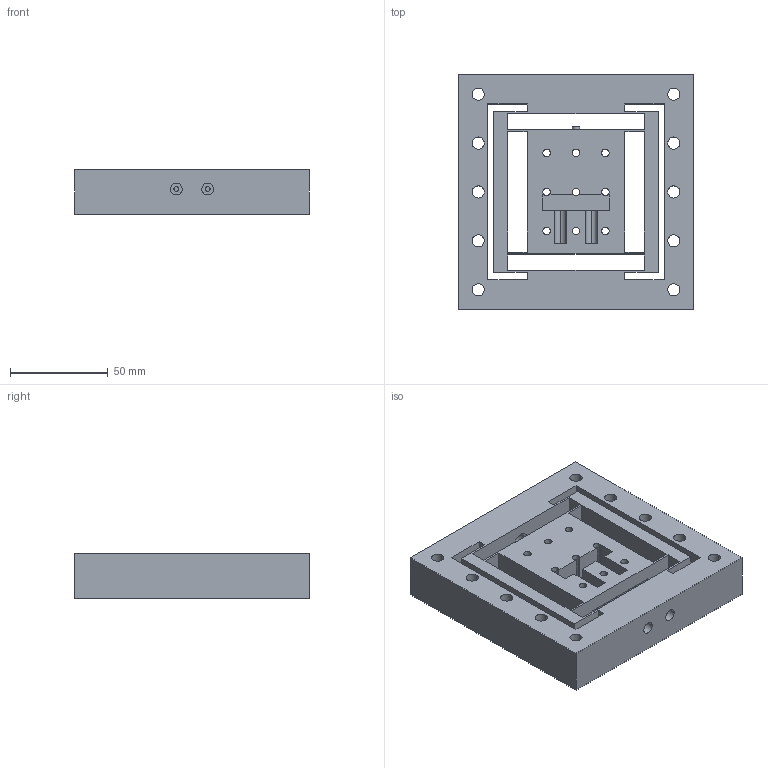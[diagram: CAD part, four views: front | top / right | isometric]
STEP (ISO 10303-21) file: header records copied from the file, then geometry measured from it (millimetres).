
FILE_DESCRIPTION (( 'STEP AP214' ), '1' );
FILE_NAME ('Fexure frame 1 axis V1^Assemblage1.STEP', '2025-01-10T17:04:36', ( '' ), ( '' ), 'SwSTEP 2.0', 'SolidWorks 2025', '' );
FILE_SCHEMA (( 'AUTOMOTIVE_DESIGN' ));
Length unit declared in the file: millimetre
Products named in the file (1): Fexure frame 1 axis V1^Assemblage1
Bounding box: 120 x 120 x 23 mm (x, y, z)
Volume: 225817.5 mm3; surface area: 65365.5 mm2
Topology: 1 solids, 1 shells, 122 faces, 350 edges, 232 vertices
Faces by surface type: plane 62, cylinder 60
Entity records: 4171 total; most frequent: DIRECTION 722, CARTESIAN_POINT 705, ORIENTED_EDGE 700, EDGE_CURVE 350, AXIS2_PLACEMENT_3D 249, VERTEX_POINT 232, VECTOR 224, LINE 224
